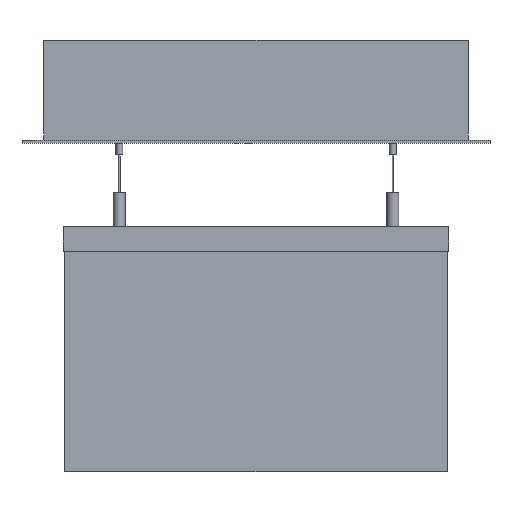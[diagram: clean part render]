
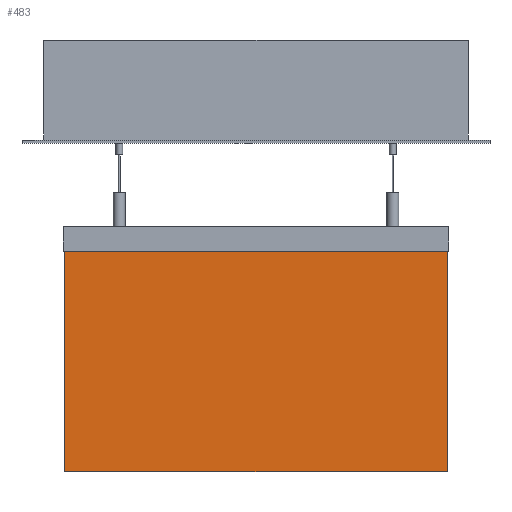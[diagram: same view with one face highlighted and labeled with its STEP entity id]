
A CAD part, front view. The second image highlights one B-rep face of the part: STEP entity #483.
In plain terms, the highlighted planar face has unit normal (0, -1, 0).
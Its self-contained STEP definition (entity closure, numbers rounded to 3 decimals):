
#50=ORIENTED_EDGE('',*,*,#168,.T.);
#51=ORIENTED_EDGE('',*,*,#161,.F.);
#52=ORIENTED_EDGE('',*,*,#169,.F.);
#53=ORIENTED_EDGE('',*,*,#166,.T.);
#161=EDGE_CURVE('',#221,#218,#265,.T.);
#166=EDGE_CURVE('',#225,#224,#270,.T.);
#168=EDGE_CURVE('',#224,#218,#272,.T.);
#169=EDGE_CURVE('',#225,#221,#273,.T.);
#218=VERTEX_POINT('',#710);
#221=VERTEX_POINT('',#715);
#224=VERTEX_POINT('',#725);
#225=VERTEX_POINT('',#727);
#265=LINE('',#716,#313);
#270=LINE('',#726,#318);
#272=LINE('',#730,#320);
#273=LINE('',#731,#321);
#313=VECTOR('',#576,1000.);
#318=VECTOR('',#585,1000.);
#320=VECTOR('',#589,1000.);
#321=VECTOR('',#590,1000.);
#361=EDGE_LOOP('',(#50,#51,#52,#53));
#409=FACE_BOUND('',#361,.T.);
#457=PLANE('',#528);
#483=ADVANCED_FACE('',(#409),#457,.F.);
#528=AXIS2_PLACEMENT_3D('',#729,#587,#588);
#576=DIRECTION('',(0.,0.,1.));
#585=DIRECTION('',(0.,0.,1.));
#587=DIRECTION('',(0.,1.,0.));
#588=DIRECTION('',(0.,0.,1.));
#589=DIRECTION('',(-1.,0.,0.));
#590=DIRECTION('',(-1.,0.,0.));
#710=CARTESIAN_POINT('',(13.5,-4.,-120.596));
#715=CARTESIAN_POINT('',(13.5,-4.,-252.096));
#716=CARTESIAN_POINT('',(13.5,-4.,-252.096));
#725=CARTESIAN_POINT('',(241.5,-4.,-120.596));
#726=CARTESIAN_POINT('',(241.5,-4.,-252.096));
#727=CARTESIAN_POINT('',(241.5,-4.,-252.096));
#729=CARTESIAN_POINT('',(241.5,-4.,-252.096));
#730=CARTESIAN_POINT('',(241.5,-4.,-120.596));
#731=CARTESIAN_POINT('',(241.5,-4.,-252.096));
